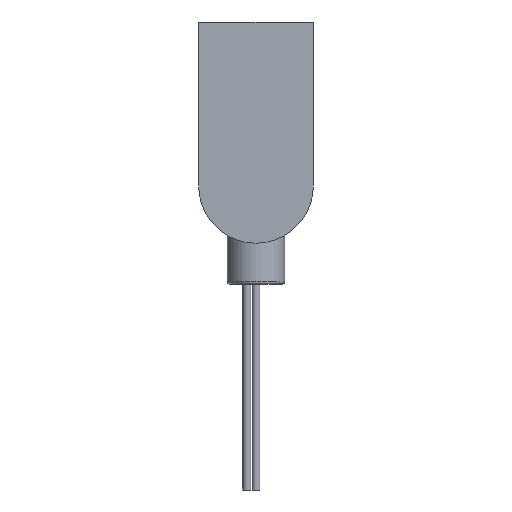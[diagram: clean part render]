
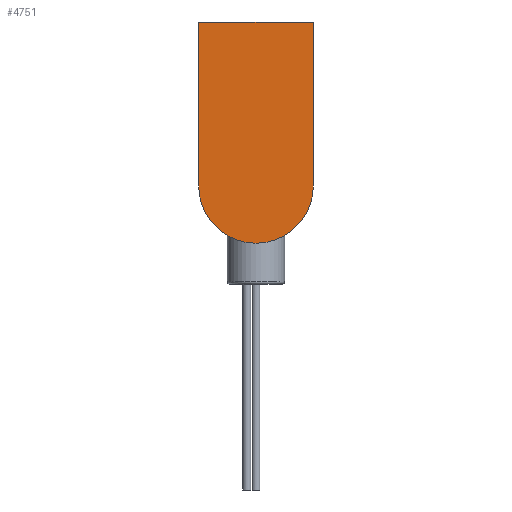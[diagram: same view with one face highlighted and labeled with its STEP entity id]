
A CAD part, front view. The second image highlights one B-rep face of the part: STEP entity #4751.
In plain terms, the highlighted planar face has unit normal (0, -1, 0).
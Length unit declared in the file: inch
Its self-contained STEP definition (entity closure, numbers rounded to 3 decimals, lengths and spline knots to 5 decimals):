
#298=CIRCLE($,#5106,0.4375);
#731=FACE_OUTER_BOUND($,#1091,.T.);
#1091=EDGE_LOOP($,(#3449,#3450,#3451,#3452));
#1483=LINE($,#7932,#1782);
#1485=LINE($,#7936,#1784);
#1487=LINE($,#7939,#1786);
#1782=VECTOR($,#5758,1.2505);
#1784=VECTOR($,#5762,0.875);
#1786=VECTOR($,#5766,1.2505);
#2099=VERTEX_POINT($,#7199);
#2100=VERTEX_POINT($,#7201);
#2175=VERTEX_POINT($,#7931);
#2176=VERTEX_POINT($,#7935);
#2591=EDGE_CURVE($,#2099,#2100,#298,.T.);
#2668=EDGE_CURVE($,#2100,#2175,#1483,.T.);
#2670=EDGE_CURVE($,#2175,#2176,#1485,.T.);
#2672=EDGE_CURVE($,#2176,#2099,#1487,.T.);
#3449=ORIENTED_EDGE($,*,*,#2668,.F.);
#3450=ORIENTED_EDGE($,*,*,#2591,.F.);
#3451=ORIENTED_EDGE($,*,*,#2672,.F.);
#3452=ORIENTED_EDGE($,*,*,#2670,.F.);
#4372=PLANE($,#5113);
#4751=ADVANCED_FACE($,(#731),#4372,.F.);
#5106=AXIS2_PLACEMENT_3D($,#7202,#5711,#5712);
#5113=AXIS2_PLACEMENT_3D($,#7940,#5767,#5768);
#5711=DIRECTION('center_axis',(0.,1.,0.));
#5712=DIRECTION('ref_axis',(0.,0.,1.));
#5758=DIRECTION($,(0.,0.,1.));
#5762=DIRECTION($,(1.,0.,0.));
#5766=DIRECTION($,(0.,0.,-1.));
#5767=DIRECTION('center_axis',(0.,1.,0.));
#5768=DIRECTION('ref_axis',(0.,0.,1.));
#7199=CARTESIAN_POINT('',(0.4375,0.,-1.2505));
#7201=CARTESIAN_POINT('',(-0.4375,0.,-1.2505));
#7202=CARTESIAN_POINT('Origin',(0.,0.,-1.2505));
#7931=CARTESIAN_POINT('',(-0.4375,0.,0.));
#7932=CARTESIAN_POINT($,(-0.4375,0.,-1.2505));
#7935=CARTESIAN_POINT('',(0.4375,0.,0.));
#7936=CARTESIAN_POINT($,(-0.4375,0.,0.));
#7939=CARTESIAN_POINT($,(0.4375,0.,0.));
#7940=CARTESIAN_POINT('Origin',(0.,0.,-1.2505));
